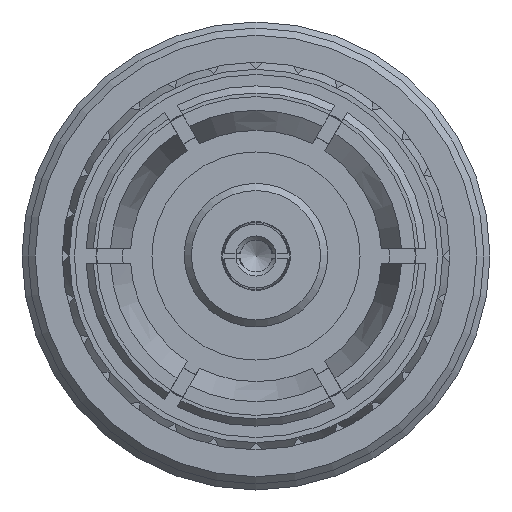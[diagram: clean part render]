
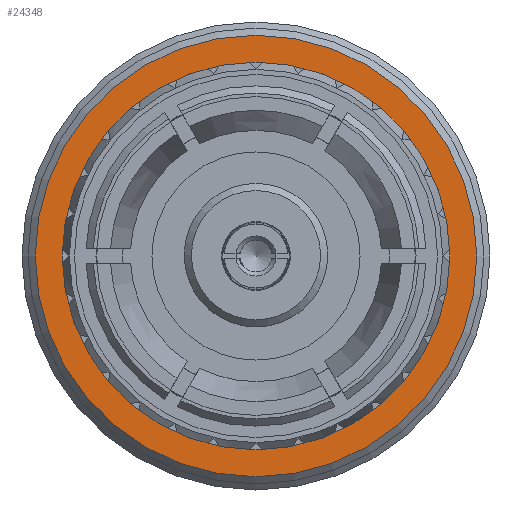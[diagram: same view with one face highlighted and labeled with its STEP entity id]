
A CAD part, front view. The second image highlights one B-rep face of the part: STEP entity #24348.
In plain terms, the highlighted planar face has unit normal (0, -1, 0).
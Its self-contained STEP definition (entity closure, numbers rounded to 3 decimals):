
#4861=PLANE('',#33805);
#6720=ORIENTED_EDGE('',*,*,#13918,.T.);
#6721=ORIENTED_EDGE('',*,*,#13913,.F.);
#13913=EDGE_CURVE('',#17612,#17612,#19965,.T.);
#13918=EDGE_CURVE('',#17617,#17617,#19970,.T.);
#17612=VERTEX_POINT('',#44195);
#17617=VERTEX_POINT('',#44208);
#19965=CIRCLE('',#33798,2.7);
#19970=CIRCLE('',#33806,3.075);
#21292=EDGE_LOOP('',(#6720));
#21293=EDGE_LOOP('',(#6721));
#22757=FACE_BOUND('',#21292,.T.);
#22758=FACE_BOUND('',#21293,.T.);
#24348=ADVANCED_FACE('',(#22757,#22758),#4861,.T.);
#33798=AXIS2_PLACEMENT_3D('',#44194,#36913,#36914);
#33805=AXIS2_PLACEMENT_3D('',#44206,#36927,#36928);
#33806=AXIS2_PLACEMENT_3D('',#44207,#36929,#36930);
#36913=DIRECTION('',(0.,-1.,0.));
#36914=DIRECTION('',(-1.,0.,0.));
#36927=DIRECTION('',(0.,-1.,0.));
#36928=DIRECTION('',(0.,0.,1.));
#36929=DIRECTION('',(0.,-1.,0.));
#36930=DIRECTION('',(0.,0.,1.));
#44194=CARTESIAN_POINT('',(0.,-76.3,0.));
#44195=CARTESIAN_POINT('',(-2.7,-76.3,0.));
#44206=CARTESIAN_POINT('',(0.,-76.3,0.));
#44207=CARTESIAN_POINT('',(0.,-76.3,0.));
#44208=CARTESIAN_POINT('',(0.,-76.3,3.075));
